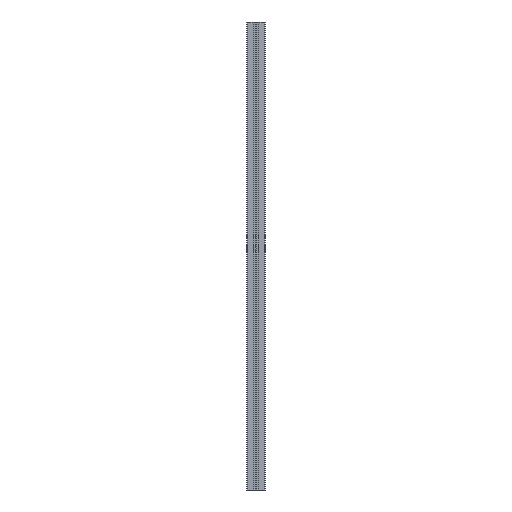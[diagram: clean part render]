
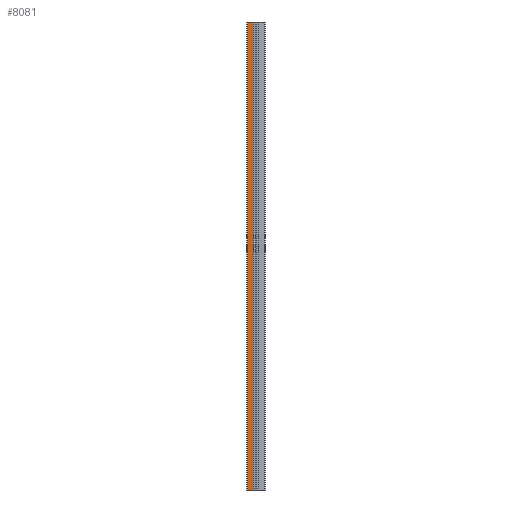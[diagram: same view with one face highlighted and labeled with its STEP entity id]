
A CAD part, left-side view. The second image highlights one B-rep face of the part: STEP entity #8081.
In plain terms, the highlighted planar face has unit normal (-1, 0, 0).
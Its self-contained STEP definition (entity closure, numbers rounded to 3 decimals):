
#735 = CARTESIAN_POINT ( 'NONE',  ( -20., 20., -1000. ) ) ;
#747 = ORIENTED_EDGE ( 'NONE', *, *, #10536, .F. ) ;
#1451 = LINE ( 'NONE', #3450, #7368 ) ;
#2820 = VERTEX_POINT ( 'NONE', #6391 ) ;
#3080 = CARTESIAN_POINT ( 'NONE',  ( -20., 20., -1000. ) ) ;
#3252 = FACE_OUTER_BOUND ( 'NONE', #10579, .T. ) ;
#3435 = DIRECTION ( 'NONE',  ( 0., 1., 0. ) ) ;
#3450 = CARTESIAN_POINT ( 'NONE',  ( -20., 20., 0. ) ) ;
#3461 = DIRECTION ( 'NONE',  ( 0., 0., -1. ) ) ;
#3573 = ORIENTED_EDGE ( 'NONE', *, *, #4701, .T. ) ;
#3946 = PLANE ( 'NONE',  #8747 ) ;
#4355 = LINE ( 'NONE', #735, #7621 ) ;
#4699 = CARTESIAN_POINT ( 'NONE',  ( -20., 18., -1000. ) ) ;
#4701 = EDGE_CURVE ( 'NONE', #2820, #5229, #5243, .T. ) ;
#5084 = CARTESIAN_POINT ( 'NONE',  ( -20., 18., -1000. ) ) ;
#5144 = DIRECTION ( 'NONE',  ( 0., 1., 0. ) ) ;
#5229 = VERTEX_POINT ( 'NONE', #4699 ) ;
#5243 = LINE ( 'NONE', #5084, #10997 ) ;
#6306 = EDGE_CURVE ( 'NONE', #9925, #2820, #1451, .T. ) ;
#6391 = CARTESIAN_POINT ( 'NONE',  ( -20., 18., 0. ) ) ;
#6494 = VERTEX_POINT ( 'NONE', #8965 ) ;
#6640 = LINE ( 'NONE', #8252, #7084 ) ;
#7084 = VECTOR ( 'NONE', #9341, 1000. ) ;
#7368 = VECTOR ( 'NONE', #11204, 1000. ) ;
#7621 = VECTOR ( 'NONE', #3435, 1000. ) ;
#7719 = ORIENTED_EDGE ( 'NONE', *, *, #6306, .T. ) ;
#8017 = EDGE_CURVE ( 'NONE', #6494, #9925, #6640, .T. ) ;
#8081 = ADVANCED_FACE ( 'NONE', ( #3252 ), #3946, .T. ) ;
#8252 = CARTESIAN_POINT ( 'NONE',  ( -20., 6.075, -1000. ) ) ;
#8747 = AXIS2_PLACEMENT_3D ( 'NONE', #3080, #10585, #5144 ) ;
#8965 = CARTESIAN_POINT ( 'NONE',  ( -20., 6.075, -1000. ) ) ;
#9142 = CARTESIAN_POINT ( 'NONE',  ( -20., 6.075, 0. ) ) ;
#9341 = DIRECTION ( 'NONE',  ( 0., 0., 1. ) ) ;
#9925 = VERTEX_POINT ( 'NONE', #9142 ) ;
#10536 = EDGE_CURVE ( 'NONE', #6494, #5229, #4355, .T. ) ;
#10579 = EDGE_LOOP ( 'NONE', ( #7719, #3573, #747, #11256 ) ) ;
#10585 = DIRECTION ( 'NONE',  ( -1., 0., 0. ) ) ;
#10997 = VECTOR ( 'NONE', #3461, 1000. ) ;
#11204 = DIRECTION ( 'NONE',  ( 0., 1., 0. ) ) ;
#11256 = ORIENTED_EDGE ( 'NONE', *, *, #8017, .T. ) ;
